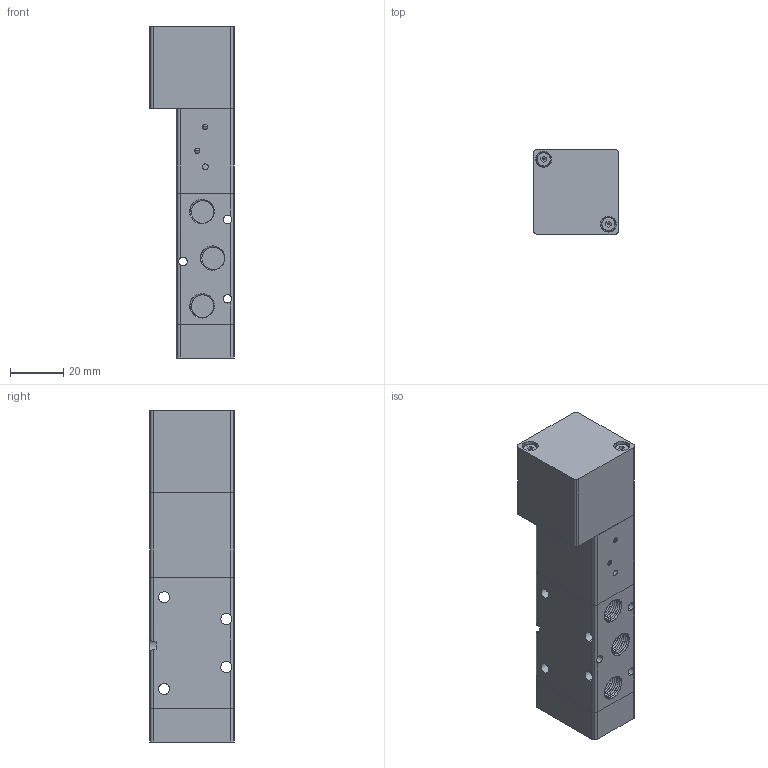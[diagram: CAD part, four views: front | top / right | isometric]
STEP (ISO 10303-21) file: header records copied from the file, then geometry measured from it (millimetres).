
FILE_DESCRIPTION((''),'2;1');
FILE_NAME('00_011_4.stp','2003-01-01T21:13:02',('Branislav Petkovic'),('AZ Pneumatica'),'AutoCAD STEP 2000i','AutoCAD 2000i','Via J. F. Kennedy, 26, 20020 Misinto (MI), ITALY');
FILE_SCHEMA(('CONFIG_CONTROL_DESIGN'));
Length unit declared in the file: millimetre
Products named in the file (9): 00_011_4; 521 TELO; PART1A; X21 MCQ-1; PART2; X21 MCQ-2; PART1; X21 OPRUGA; PART2A
Assembly tree (8 placements, depth 3):
  00_011_4
    521 TELO
      PART1A
    X21 MCQ-1
      PART2
    X21 MCQ-2
      PART1
    X21 OPRUGA
      PART2A
Bounding box: 32 x 32 x 125 mm (x, y, z)
Surface area: 24707.9 mm2 (no closed solid volume)
Topology: 0 solids, 4 shells, 311 faces, 885 edges, 584 vertices
Faces by surface type: cylinder 209, plane 70, bspline 20, cone 8, sphere 4
Entity records: 27416 total; most frequent: CARTESIAN_POINT 19664, ORIENTED_EDGE 1754, DIRECTION 1364, EDGE_CURVE 877, VERTEX_POINT 584, AXIS2_PLACEMENT_3D 519, EDGE_LOOP 339, VECTOR 326
